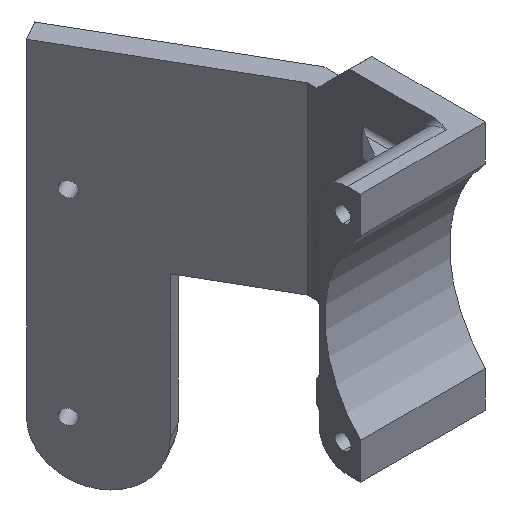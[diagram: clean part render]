
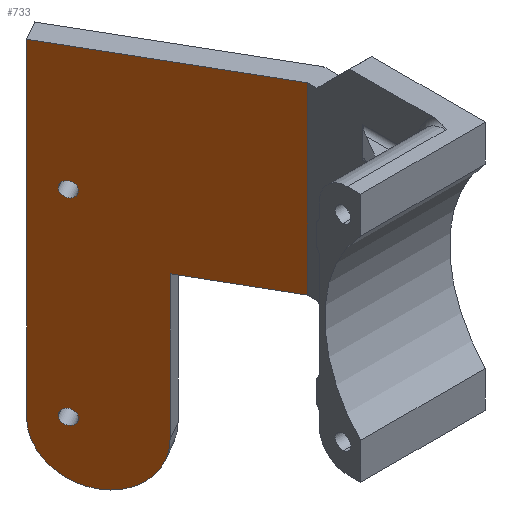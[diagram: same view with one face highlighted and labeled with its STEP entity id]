
A CAD part, isometric view. The second image highlights one B-rep face of the part: STEP entity #733.
In plain terms, the highlighted planar face has unit normal (-0.866, -0.5, 0).
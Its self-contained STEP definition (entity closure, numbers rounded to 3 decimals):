
#8 = DIRECTION ( 'NONE',  ( 0.866, 0.5, 0. ) ) ;
#45 = ORIENTED_EDGE ( 'NONE', *, *, #1764, .F. ) ;
#105 = CARTESIAN_POINT ( 'NONE',  ( -12.526, 35.339, 18.809 ) ) ;
#157 = ORIENTED_EDGE ( 'NONE', *, *, #1068, .F. ) ;
#169 = CIRCLE ( 'NONE', #1199, 1.7 ) ;
#190 = EDGE_CURVE ( 'NONE', #1283, #1042, #1274, .T. ) ;
#193 = ORIENTED_EDGE ( 'NONE', *, *, #1705, .F. ) ;
#231 = ORIENTED_EDGE ( 'NONE', *, *, #190, .F. ) ;
#239 = EDGE_CURVE ( 'NONE', #896, #1048, #779, .T. ) ;
#249 = CARTESIAN_POINT ( 'NONE',  ( -28.526, 63.052, 18.809 ) ) ;
#251 = DIRECTION ( 'NONE',  ( 0., 0., 1. ) ) ;
#296 = FACE_BOUND ( 'NONE', #1675, .T. ) ;
#312 = DIRECTION ( 'NONE',  ( 0., 0., -1. ) ) ;
#317 = DIRECTION ( 'NONE',  ( -0.866, -0.5, 0. ) ) ;
#337 = DIRECTION ( 'NONE',  ( -0.866, -0.5, 0. ) ) ;
#339 = VECTOR ( 'NONE', #251, 1000. ) ;
#371 = AXIS2_PLACEMENT_3D ( 'NONE', #1162, #317, #1719 ) ;
#379 = CARTESIAN_POINT ( 'NONE',  ( -5., 22.304, 18.809 ) ) ;
#382 = EDGE_CURVE ( 'NONE', #413, #754, #169, .T. ) ;
#392 = ORIENTED_EDGE ( 'NONE', *, *, #239, .F. ) ;
#413 = VERTEX_POINT ( 'NONE', #1003 ) ;
#460 = CARTESIAN_POINT ( 'NONE',  ( -16.526, 42.267, 18.809 ) ) ;
#464 = CARTESIAN_POINT ( 'NONE',  ( -24.176, 55.517, -9.591 ) ) ;
#478 = VERTEX_POINT ( 'NONE', #1593 ) ;
#508 = VECTOR ( 'NONE', #312, 1000. ) ;
#517 = AXIS2_PLACEMENT_3D ( 'NONE', #720, #1012, #563 ) ;
#531 = LINE ( 'NONE', #542, #1317 ) ;
#542 = CARTESIAN_POINT ( 'NONE',  ( -12.526, 35.339, -23.191 ) ) ;
#563 = DIRECTION ( 'NONE',  ( 0.5, -0.866, 0. ) ) ;
#579 = DIRECTION ( 'NONE',  ( 0.5, -0.866, 0. ) ) ;
#591 = PLANE ( 'NONE',  #371 ) ;
#633 = VERTEX_POINT ( 'NONE', #1702 ) ;
#653 = LINE ( 'NONE', #105, #782 ) ;
#675 = DIRECTION ( 'NONE',  ( 0.5, -0.866, 0. ) ) ;
#698 = CARTESIAN_POINT ( 'NONE',  ( -25.876, 58.462, -54.591 ) ) ;
#701 = ORIENTED_EDGE ( 'NONE', *, *, #1620, .F. ) ;
#703 = CIRCLE ( 'NONE', #517, 1.7 ) ;
#711 = ORIENTED_EDGE ( 'NONE', *, *, #1715, .F. ) ;
#720 = CARTESIAN_POINT ( 'NONE',  ( -25.026, 56.99, -9.591 ) ) ;
#727 = CIRCLE ( 'NONE', #1701, 12. ) ;
#730 = CARTESIAN_POINT ( 'NONE',  ( -22.526, 52.659, -55.961 ) ) ;
#733 = ADVANCED_FACE ( 'NONE', ( #296, #1303, #1176 ), #591, .T. ) ;
#743 = ORIENTED_EDGE ( 'NONE', *, *, #1014, .T. ) ;
#754 = VERTEX_POINT ( 'NONE', #464 ) ;
#779 = CIRCLE ( 'NONE', #1821, 1.7 ) ;
#782 = VECTOR ( 'NONE', #675, 1000. ) ;
#886 = EDGE_LOOP ( 'NONE', ( #743, #193, #711, #157, #231, #45 ) ) ;
#896 = VERTEX_POINT ( 'NONE', #698 ) ;
#911 = DIRECTION ( 'NONE',  ( 0.5, -0.866, 0. ) ) ;
#1003 = CARTESIAN_POINT ( 'NONE',  ( -25.876, 58.462, -9.591 ) ) ;
#1012 = DIRECTION ( 'NONE',  ( -0.866, -0.5, 0. ) ) ;
#1014 = EDGE_CURVE ( 'NONE', #478, #1018, #1549, .T. ) ;
#1015 = DIRECTION ( 'NONE',  ( 0.5, -0.866, 0. ) ) ;
#1018 = VERTEX_POINT ( 'NONE', #379 ) ;
#1042 = VERTEX_POINT ( 'NONE', #1301 ) ;
#1048 = VERTEX_POINT ( 'NONE', #1849 ) ;
#1057 = CARTESIAN_POINT ( 'NONE',  ( -25.026, 56.99, -54.591 ) ) ;
#1068 = EDGE_CURVE ( 'NONE', #1042, #633, #727, .T. ) ;
#1073 = DIRECTION ( 'NONE',  ( -0.866, -0.5, 0. ) ) ;
#1085 = DIRECTION ( 'NONE',  ( 0., 0., 1. ) ) ;
#1110 = EDGE_CURVE ( 'NONE', #754, #413, #703, .T. ) ;
#1140 = VECTOR ( 'NONE', #1085, 1000. ) ;
#1162 = CARTESIAN_POINT ( 'NONE',  ( -12.526, 35.339, -44.793 ) ) ;
#1174 = CARTESIAN_POINT ( 'NONE',  ( -25.026, 56.99, -9.591 ) ) ;
#1176 = FACE_OUTER_BOUND ( 'NONE', #886, .T. ) ;
#1180 = ORIENTED_EDGE ( 'NONE', *, *, #382, .F. ) ;
#1199 = AXIS2_PLACEMENT_3D ( 'NONE', #1174, #1443, #1015 ) ;
#1211 = DIRECTION ( 'NONE',  ( 0.5, -0.866, 0. ) ) ;
#1220 = CARTESIAN_POINT ( 'NONE',  ( -25.026, 56.99, -54.591 ) ) ;
#1231 = LINE ( 'NONE', #1785, #1140 ) ;
#1259 = DIRECTION ( 'NONE',  ( -0.5, 0.866, 0. ) ) ;
#1274 = LINE ( 'NONE', #460, #508 ) ;
#1283 = VERTEX_POINT ( 'NONE', #1634 ) ;
#1301 = CARTESIAN_POINT ( 'NONE',  ( -16.526, 42.267, -55.961 ) ) ;
#1303 = FACE_BOUND ( 'NONE', #1839, .T. ) ;
#1317 = VECTOR ( 'NONE', #1259, 1000. ) ;
#1428 = VERTEX_POINT ( 'NONE', #249 ) ;
#1429 = CIRCLE ( 'NONE', #1846, 1.7 ) ;
#1443 = DIRECTION ( 'NONE',  ( -0.866, -0.5, 0. ) ) ;
#1534 = CARTESIAN_POINT ( 'NONE',  ( -5., 22.304, -44.793 ) ) ;
#1549 = LINE ( 'NONE', #1534, #339 ) ;
#1593 = CARTESIAN_POINT ( 'NONE',  ( -5., 22.304, -23.191 ) ) ;
#1606 = ORIENTED_EDGE ( 'NONE', *, *, #1110, .F. ) ;
#1620 = EDGE_CURVE ( 'NONE', #1048, #896, #1429, .T. ) ;
#1634 = CARTESIAN_POINT ( 'NONE',  ( -16.526, 42.267, -23.191 ) ) ;
#1675 = EDGE_LOOP ( 'NONE', ( #392, #701 ) ) ;
#1701 = AXIS2_PLACEMENT_3D ( 'NONE', #730, #8, #579 ) ;
#1702 = CARTESIAN_POINT ( 'NONE',  ( -28.526, 63.052, -55.961 ) ) ;
#1705 = EDGE_CURVE ( 'NONE', #1428, #1018, #653, .T. ) ;
#1715 = EDGE_CURVE ( 'NONE', #633, #1428, #1231, .T. ) ;
#1719 = DIRECTION ( 'NONE',  ( -0.5, 0.866, 0. ) ) ;
#1764 = EDGE_CURVE ( 'NONE', #478, #1283, #531, .T. ) ;
#1785 = CARTESIAN_POINT ( 'NONE',  ( -28.526, 63.052, 0. ) ) ;
#1821 = AXIS2_PLACEMENT_3D ( 'NONE', #1220, #1073, #1211 ) ;
#1839 = EDGE_LOOP ( 'NONE', ( #1180, #1606 ) ) ;
#1846 = AXIS2_PLACEMENT_3D ( 'NONE', #1057, #337, #911 ) ;
#1849 = CARTESIAN_POINT ( 'NONE',  ( -24.176, 55.517, -54.591 ) ) ;
